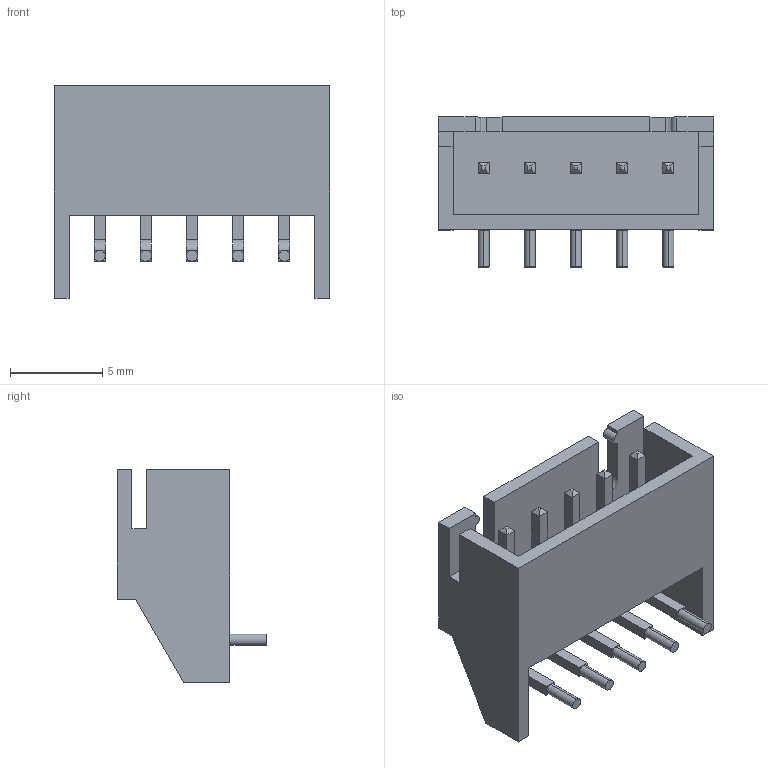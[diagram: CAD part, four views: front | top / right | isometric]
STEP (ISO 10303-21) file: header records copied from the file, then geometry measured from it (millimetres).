
FILE_DESCRIPTION (( 'STEP AP214' ), '1' );
FILE_NAME ('User Library-S XH-A.STEP', '2019-08-30T08:05:52', ( '' ), ( '' ), 'SwSTEP 2.0', 'SolidWorks 2019', '' );
FILE_SCHEMA (( 'AUTOMOTIVE_DESIGN' ));
Length unit declared in the file: millimetre
Products named in the file (1): User Library-S XH-A
Bounding box: 14.9 x 8.1 x 11.5 mm (x, y, z)
Volume: 302.9 mm3; surface area: 918.7 mm2
Topology: 1 solids, 1 shells, 156 faces, 382 edges, 238 vertices
Faces by surface type: plane 132, cylinder 24
Entity records: 4991 total; most frequent: CARTESIAN_POINT 777, ORIENTED_EDGE 764, DIRECTION 754, EDGE_CURVE 382, LINE 324, VECTOR 324, VERTEX_POINT 238, AXIS2_PLACEMENT_3D 215
